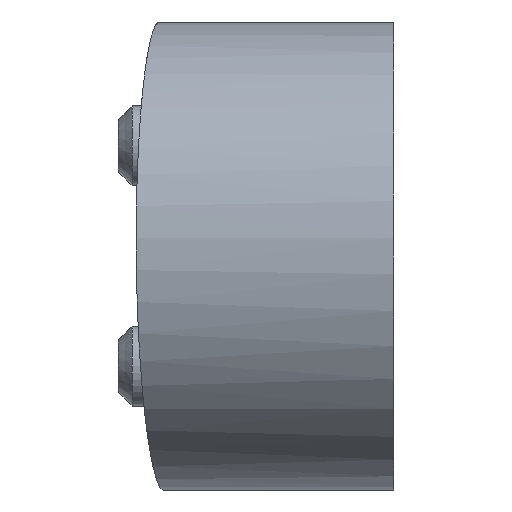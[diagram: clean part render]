
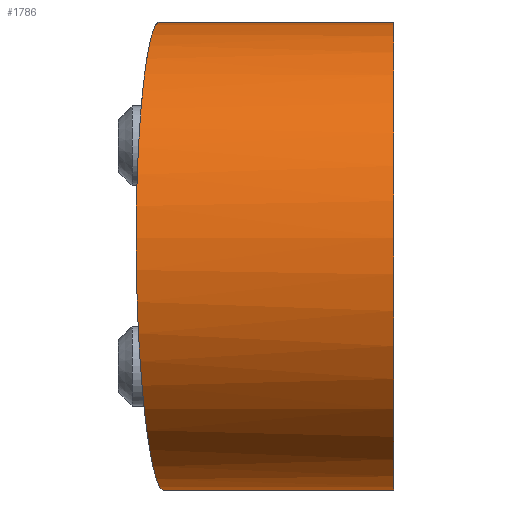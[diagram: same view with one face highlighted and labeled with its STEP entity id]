
A CAD part, front view. The second image highlights one B-rep face of the part: STEP entity #1786.
In plain terms, the highlighted cylindrical face has radius 8.5 mm (diameter 17 mm), a partial arc.
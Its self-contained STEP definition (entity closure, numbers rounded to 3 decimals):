
#335 = VERTEX_POINT('',#336);
#336 = CARTESIAN_POINT('',(76.132,-28.5,-22.643));
#343 = EDGE_CURVE('',#344,#335,#346,.T.);
#344 = VERTEX_POINT('',#345);
#345 = CARTESIAN_POINT('',(75.981,-28.5,
    -5.643));
#346 = B_SPLINE_CURVE_WITH_KNOTS('',7,(#347,#348,#349,#350,#351,#352,
    #353,#354,#355,#356,#357,#358,#359,#360,#361,#362,#363,#364,#365,
    #366,#367,#368,#369,#370,#371,#372,#373,#374,#375,#376,#377,#378,
    #379,#380,#381,#382,#383,#384,#385,#386,#387,#388,#389,#390,#391,
    #392,#393,#394,#395,#396,#397,#398,#399,#400,#401,#402,#403,#404,
    #405,#406,#407,#408,#409,#410,#411,#412,#413,#414,#415,#416,#417,
    #418,#419,#420,#421,#422,#423,#424,#425,#426),.UNSPECIFIED.,.F.,.F.,
  (8,6,6,6,6,6,6,6,6,6,6,6,6,8),(0.,0.099,0.161,
    0.245,0.311,0.363,0.432,
    0.501,0.638,0.69,0.756,
    0.839,0.901,1.),.UNSPECIFIED.);
#347 = CARTESIAN_POINT('',(75.981,-28.5,
    -5.643));
#348 = CARTESIAN_POINT('',(75.938,-28.958,
    -5.643));
#349 = CARTESIAN_POINT('',(75.895,-29.416,
    -5.671));
#350 = CARTESIAN_POINT('',(75.852,-29.869,
    -5.729));
#351 = CARTESIAN_POINT('',(75.809,-30.313,
    -5.814));
#352 = CARTESIAN_POINT('',(75.767,-30.746,
    -5.925));
#353 = CARTESIAN_POINT('',(75.726,-31.165,
    -6.06));
#354 = CARTESIAN_POINT('',(75.661,-31.818,
    -6.312));
#355 = CARTESIAN_POINT('',(75.637,-32.064,
    -6.418));
#356 = CARTESIAN_POINT('',(75.613,-32.303,
    -6.531));
#357 = CARTESIAN_POINT('',(75.589,-32.534,
    -6.652));
#358 = CARTESIAN_POINT('',(75.566,-32.759,
    -6.779));
#359 = CARTESIAN_POINT('',(75.544,-32.976,
    -6.912));
#360 = CARTESIAN_POINT('',(75.494,-33.468,
    -7.237));
#361 = CARTESIAN_POINT('',(75.466,-33.736,
    -7.433));
#362 = CARTESIAN_POINT('',(75.44,-33.991,
    -7.638));
#363 = CARTESIAN_POINT('',(75.415,-34.234,
    -7.851));
#364 = CARTESIAN_POINT('',(75.391,-34.463,
    -8.071));
#365 = CARTESIAN_POINT('',(75.369,-34.679,
    -8.298));
#366 = CARTESIAN_POINT('',(75.331,-35.046,
    -8.715));
#367 = CARTESIAN_POINT('',(75.314,-35.201,
    -8.904));
#368 = CARTESIAN_POINT('',(75.299,-35.348,
    -9.096));
#369 = CARTESIAN_POINT('',(75.285,-35.488,
    -9.291));
#370 = CARTESIAN_POINT('',(75.271,-35.62,
    -9.489));
#371 = CARTESIAN_POINT('',(75.259,-35.744,
    -9.689));
#372 = CARTESIAN_POINT('',(75.237,-35.952,
    -10.05));
#373 = CARTESIAN_POINT('',(75.229,-36.039,
    -10.209));
#374 = CARTESIAN_POINT('',(75.22,-36.121,
    -10.37));
#375 = CARTESIAN_POINT('',(75.213,-36.199,
    -10.531));
#376 = CARTESIAN_POINT('',(75.205,-36.272,
    -10.694));
#377 = CARTESIAN_POINT('',(75.199,-36.342,
    -10.858));
#378 = CARTESIAN_POINT('',(75.184,-36.493,-11.242
    ));
#379 = CARTESIAN_POINT('',(75.177,-36.573,
    -11.464));
#380 = CARTESIAN_POINT('',(75.17,-36.644,
    -11.687));
#381 = CARTESIAN_POINT('',(75.164,-36.709,
    -11.912));
#382 = CARTESIAN_POINT('',(75.159,-36.765,
    -12.137));
#383 = CARTESIAN_POINT('',(75.156,-36.815,
    -12.363));
#384 = CARTESIAN_POINT('',(75.149,-36.899,
    -12.814));
#385 = CARTESIAN_POINT('',(75.147,-36.933,
    -13.038));
#386 = CARTESIAN_POINT('',(75.146,-36.96,
    -13.263));
#387 = CARTESIAN_POINT('',(75.146,-36.981,
    -13.488));
#388 = CARTESIAN_POINT('',(75.146,-36.994,
    -13.713));
#389 = CARTESIAN_POINT('',(75.147,-37.001,
    -13.939));
#390 = CARTESIAN_POINT('',(75.153,-36.999,
    -14.618));
#391 = CARTESIAN_POINT('',(75.161,-36.969,
    -15.072));
#392 = CARTESIAN_POINT('',(75.172,-36.912,
    -15.524));
#393 = CARTESIAN_POINT('',(75.186,-36.826,
    -15.974));
#394 = CARTESIAN_POINT('',(75.204,-36.711,
    -16.421));
#395 = CARTESIAN_POINT('',(75.225,-36.567,
    -16.863));
#396 = CARTESIAN_POINT('',(75.259,-36.327,
    -17.462));
#397 = CARTESIAN_POINT('',(75.269,-36.257,
    -17.625));
#398 = CARTESIAN_POINT('',(75.279,-36.183,
    -17.787));
#399 = CARTESIAN_POINT('',(75.29,-36.105,
    -17.947));
#400 = CARTESIAN_POINT('',(75.301,-36.023,
    -18.107));
#401 = CARTESIAN_POINT('',(75.312,-35.936,
    -18.265));
#402 = CARTESIAN_POINT('',(75.34,-35.727,
    -18.623));
#403 = CARTESIAN_POINT('',(75.356,-35.602,
    -18.822));
#404 = CARTESIAN_POINT('',(75.373,-35.47,
    -19.019));
#405 = CARTESIAN_POINT('',(75.391,-35.33,
    -19.213));
#406 = CARTESIAN_POINT('',(75.41,-35.183,
    -19.404));
#407 = CARTESIAN_POINT('',(75.429,-35.028,
    -19.592));
#408 = CARTESIAN_POINT('',(75.475,-34.66,
    -20.007));
#409 = CARTESIAN_POINT('',(75.501,-34.444,-20.233
    ));
#410 = CARTESIAN_POINT('',(75.529,-34.214,
    -20.451));
#411 = CARTESIAN_POINT('',(75.558,-33.972,
    -20.663));
#412 = CARTESIAN_POINT('',(75.588,-33.717,
    -20.867));
#413 = CARTESIAN_POINT('',(75.619,-33.449,
    -21.062));
#414 = CARTESIAN_POINT('',(75.675,-32.957,
    -21.385));
#415 = CARTESIAN_POINT('',(75.699,-32.739,
    -21.517));
#416 = CARTESIAN_POINT('',(75.724,-32.514,
    -21.644));
#417 = CARTESIAN_POINT('',(75.75,-32.282,
    -21.764));
#418 = CARTESIAN_POINT('',(75.776,-32.043,
    -21.877));
#419 = CARTESIAN_POINT('',(75.802,-31.798,
    -21.982));
#420 = CARTESIAN_POINT('',(75.871,-31.146,
    -22.232));
#421 = CARTESIAN_POINT('',(75.915,-30.73,
    -22.364));
#422 = CARTESIAN_POINT('',(75.958,-30.301,
    -22.474));
#423 = CARTESIAN_POINT('',(76.002,-29.859,
    -22.557));
#424 = CARTESIAN_POINT('',(76.046,-29.41,
    -22.614));
#425 = CARTESIAN_POINT('',(76.089,-28.955,
    -22.643));
#426 = CARTESIAN_POINT('',(76.132,-28.5,
    -22.643));
#1761 = VERTEX_POINT('',#1762);
#1762 = CARTESIAN_POINT('',(84.5,-28.5,-5.643));
#1776 = EDGE_CURVE('',#1761,#344,#1777,.T.);
#1777 = LINE('',#1778,#1779);
#1778 = CARTESIAN_POINT('',(84.5,-28.5,-5.643));
#1779 = VECTOR('',#1780,1.);
#1780 = DIRECTION('',(-1.,-0.,-0.));
#1786 = ADVANCED_FACE('',(#1787),#1824,.T.);
#1787 = FACE_BOUND('',#1788,.T.);
#1788 = EDGE_LOOP('',(#1789,#1790,#1791,#1799,#1808,#1817));
#1789 = ORIENTED_EDGE('',*,*,#1776,.T.);
#1790 = ORIENTED_EDGE('',*,*,#343,.T.);
#1791 = ORIENTED_EDGE('',*,*,#1792,.F.);
#1792 = EDGE_CURVE('',#1793,#335,#1795,.T.);
#1793 = VERTEX_POINT('',#1794);
#1794 = CARTESIAN_POINT('',(84.5,-28.5,-22.643));
#1795 = LINE('',#1796,#1797);
#1796 = CARTESIAN_POINT('',(84.5,-28.5,-22.643));
#1797 = VECTOR('',#1798,1.);
#1798 = DIRECTION('',(-1.,-0.,-0.));
#1799 = ORIENTED_EDGE('',*,*,#1800,.F.);
#1800 = EDGE_CURVE('',#1801,#1793,#1803,.T.);
#1801 = VERTEX_POINT('',#1802);
#1802 = CARTESIAN_POINT('',(84.5,-34.938,-19.693));
#1803 = CIRCLE('',#1804,8.5);
#1804 = AXIS2_PLACEMENT_3D('',#1805,#1806,#1807);
#1805 = CARTESIAN_POINT('',(84.5,-28.5,-14.143));
#1806 = DIRECTION('',(1.,-0.,0.));
#1807 = DIRECTION('',(0.,0.,-1.));
#1808 = ORIENTED_EDGE('',*,*,#1809,.F.);
#1809 = EDGE_CURVE('',#1810,#1801,#1812,.T.);
#1810 = VERTEX_POINT('',#1811);
#1811 = CARTESIAN_POINT('',(84.5,-34.938,-8.593));
#1812 = CIRCLE('',#1813,8.5);
#1813 = AXIS2_PLACEMENT_3D('',#1814,#1815,#1816);
#1814 = CARTESIAN_POINT('',(84.5,-28.5,-14.143));
#1815 = DIRECTION('',(1.,-0.,0.));
#1816 = DIRECTION('',(0.,0.,-1.));
#1817 = ORIENTED_EDGE('',*,*,#1818,.F.);
#1818 = EDGE_CURVE('',#1761,#1810,#1819,.T.);
#1819 = CIRCLE('',#1820,8.5);
#1820 = AXIS2_PLACEMENT_3D('',#1821,#1822,#1823);
#1821 = CARTESIAN_POINT('',(84.5,-28.5,-14.143));
#1822 = DIRECTION('',(1.,-0.,0.));
#1823 = DIRECTION('',(0.,0.,-1.));
#1824 = CYLINDRICAL_SURFACE('',#1825,8.5);
#1825 = AXIS2_PLACEMENT_3D('',#1826,#1827,#1828);
#1826 = CARTESIAN_POINT('',(84.5,-28.5,-14.143));
#1827 = DIRECTION('',(1.,0.,0.));
#1828 = DIRECTION('',(0.,0.,-1.));
